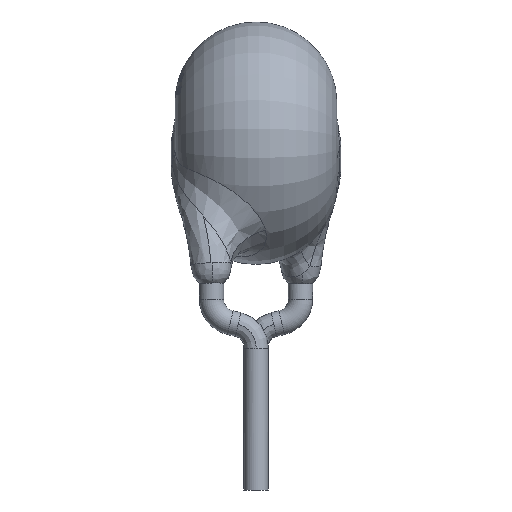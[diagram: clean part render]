
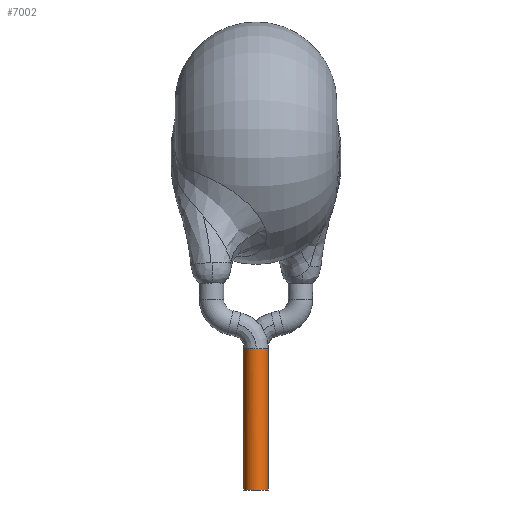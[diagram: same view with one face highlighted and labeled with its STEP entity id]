
A CAD part, left-side view. The second image highlights one B-rep face of the part: STEP entity #7002.
In plain terms, the highlighted cylindrical face has radius 0.3 mm (diameter 0.6 mm), a partial arc.
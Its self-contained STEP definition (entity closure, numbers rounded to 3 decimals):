
#207 = CARTESIAN_POINT ( 'NONE',  ( -2.8, 0., -1.582 ) ) ;
#867 = DIRECTION ( 'NONE',  ( 0., 0., -1. ) ) ;
#1052 = CARTESIAN_POINT ( 'NONE',  ( -2.5, 0., -1.383 ) ) ;
#1207 = DIRECTION ( 'NONE',  ( 1., 0., 0. ) ) ;
#1472 = CARTESIAN_POINT ( 'NONE',  ( -2.8, 0., -1.582 ) ) ;
#1567 = EDGE_LOOP ( 'NONE', ( #11534, #1651, #7641, #8849, #17319 ) ) ;
#1651 = ORIENTED_EDGE ( 'NONE', *, *, #7550, .T. ) ;
#1661 = CARTESIAN_POINT ( 'NONE',  ( -2.5, 0.3, -1.573 ) ) ;
#1949 = EDGE_CURVE ( 'NONE', #2923, #10254, #10038, .T. ) ;
#2887 = VERTEX_POINT ( 'NONE', #5350 ) ;
#2923 = VERTEX_POINT ( 'NONE', #11192 ) ;
#3033 = CARTESIAN_POINT ( 'NONE',  ( -2.654, 0.264, -1.574 ) ) ;
#3463 = VECTOR ( 'NONE', #17340, 1000. ) ;
#3616 = CARTESIAN_POINT ( 'NONE',  ( -2.8, 0., -1.582 ) ) ;
#3713 = LINE ( 'NONE', #4999, #13348 ) ;
#4999 = CARTESIAN_POINT ( 'NONE',  ( -2.5, -0.3, -1.383 ) ) ;
#5315 = CARTESIAN_POINT ( 'NONE',  ( -2.5, 0., -5.083 ) ) ;
#5350 = CARTESIAN_POINT ( 'NONE',  ( -2.5, 0.3, -1.573 ) ) ;
#6463 = DIRECTION ( 'NONE',  ( 0., 1., 0. ) ) ;
#7002 = ADVANCED_FACE ( 'NONE', ( #10552 ), #17791, .T. ) ;
#7361 = B_SPLINE_CURVE_WITH_KNOTS ( 'NONE', 3,
 ( #15403, #15219, #17952, #9624, #11081, #1472 ),
 .UNSPECIFIED., .F., .F.,
 ( 4, 2, 4 ),
 ( 0., 0.001, 0.001 ),
 .UNSPECIFIED. ) ;
#7550 = EDGE_CURVE ( 'NONE', #8346, #10867, #7361, .T. ) ;
#7641 = ORIENTED_EDGE ( 'NONE', *, *, #17343, .T. ) ;
#8346 = VERTEX_POINT ( 'NONE', #15501 ) ;
#8849 = ORIENTED_EDGE ( 'NONE', *, *, #13784, .T. ) ;
#9624 = CARTESIAN_POINT ( 'NONE',  ( -2.764, -0.153, -1.589 ) ) ;
#10038 = CIRCLE ( 'NONE', #11249, 0.3 ) ;
#10254 = VERTEX_POINT ( 'NONE', #13774 ) ;
#10552 = FACE_OUTER_BOUND ( 'NONE', #1567, .T. ) ;
#10862 = EDGE_CURVE ( 'NONE', #8346, #10254, #3713, .T. ) ;
#10867 = VERTEX_POINT ( 'NONE', #3616 ) ;
#11081 = CARTESIAN_POINT ( 'NONE',  ( -2.8, -0.078, -1.586 ) ) ;
#11192 = CARTESIAN_POINT ( 'NONE',  ( -2.5, 0.3, -5.083 ) ) ;
#11249 = AXIS2_PLACEMENT_3D ( 'NONE', #5315, #13621, #1207 ) ;
#11534 = ORIENTED_EDGE ( 'NONE', *, *, #10862, .F. ) ;
#11829 = AXIS2_PLACEMENT_3D ( 'NONE', #1052, #867, #6463 ) ;
#12645 = CARTESIAN_POINT ( 'NONE',  ( -2.764, 0.154, -1.578 ) ) ;
#13312 = LINE ( 'NONE', #14383, #3463 ) ;
#13348 = VECTOR ( 'NONE', #17818, 1000. ) ;
#13621 = DIRECTION ( 'NONE',  ( 0., 0., 1. ) ) ;
#13774 = CARTESIAN_POINT ( 'NONE',  ( -2.5, -0.3, -5.083 ) ) ;
#13784 = EDGE_CURVE ( 'NONE', #2887, #2923, #13312, .T. ) ;
#14166 = CARTESIAN_POINT ( 'NONE',  ( -2.578, 0.3, -1.573 ) ) ;
#14348 = CARTESIAN_POINT ( 'NONE',  ( -2.8, 0.078, -1.581 ) ) ;
#14383 = CARTESIAN_POINT ( 'NONE',  ( -2.5, 0.3, -1.383 ) ) ;
#15219 = CARTESIAN_POINT ( 'NONE',  ( -2.577, -0.3, -1.594 ) ) ;
#15403 = CARTESIAN_POINT ( 'NONE',  ( -2.5, -0.3, -1.594 ) ) ;
#15501 = CARTESIAN_POINT ( 'NONE',  ( -2.5, -0.3, -1.594 ) ) ;
#15913 = B_SPLINE_CURVE_WITH_KNOTS ( 'NONE', 3,
 ( #207, #14348, #12645, #3033, #14166, #1661 ),
 .UNSPECIFIED., .F., .F.,
 ( 4, 2, 4 ),
 ( 0.001, 0.001, 0.001 ),
 .UNSPECIFIED. ) ;
#17319 = ORIENTED_EDGE ( 'NONE', *, *, #1949, .T. ) ;
#17340 = DIRECTION ( 'NONE',  ( 0., 0., -1. ) ) ;
#17343 = EDGE_CURVE ( 'NONE', #10867, #2887, #15913, .T. ) ;
#17791 = CYLINDRICAL_SURFACE ( 'NONE', #11829, 0.3 ) ;
#17818 = DIRECTION ( 'NONE',  ( 0., 0., -1. ) ) ;
#17952 = CARTESIAN_POINT ( 'NONE',  ( -2.654, -0.264, -1.593 ) ) ;
